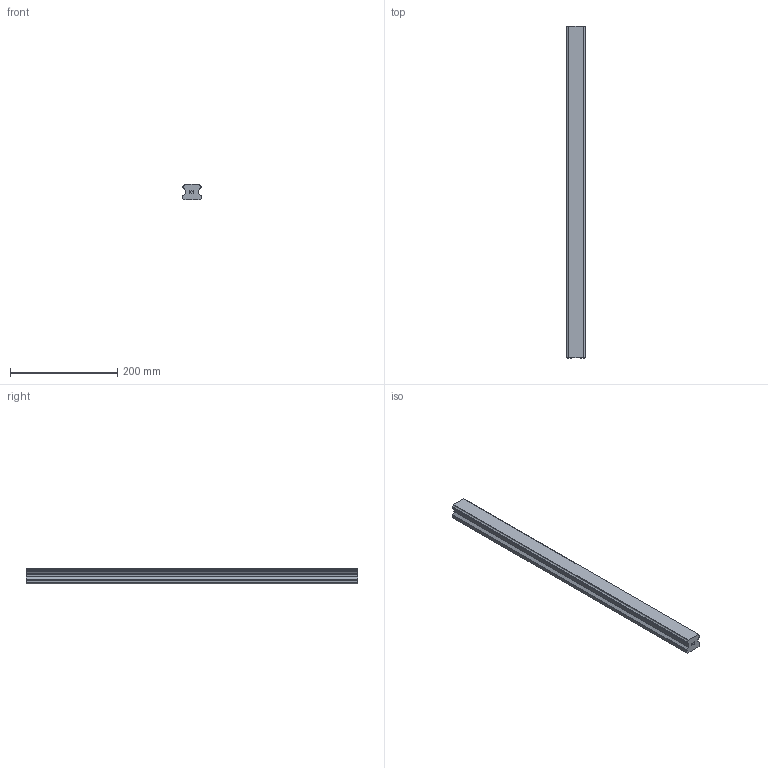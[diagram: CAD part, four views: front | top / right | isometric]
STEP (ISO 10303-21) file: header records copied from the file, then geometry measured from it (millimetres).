
FILE_DESCRIPTION(('STEP AP214'),'1');
FILE_NAME('cctmp_3FE79A79-0B60-40C5-8B35-70BD55DFEF49_2021_01_28_09_41_36_0388..stp','2021-01-28T08:41:36',('HIWIN GmbH'),('CADClick - www.CADClick.com'),'Spatial InterOp 3D',' ','unknown authorization');
FILE_SCHEMA(('AUTOMOTIVE_DESIGN'));
Length unit declared in the file: millimetre
Products named in the file (1): HGR35T620C_FILE
Bounding box: 34 x 620 x 29 mm (x, y, z)
Volume: 522791.2 mm3; surface area: 85429.6 mm2
Topology: 1 solids, 1 shells, 147 faces, 407 edges, 258 vertices
Faces by surface type: plane 93, cylinder 38, cone 16
Entity records: 5737 total; most frequent: CARTESIAN_POINT 797, ORIENTED_EDGE 782, DIRECTION 763, EDGE_CURVE 391, LINE 315, VECTOR 315, VERTEX_POINT 258, AXIS2_PLACEMENT_3D 224
